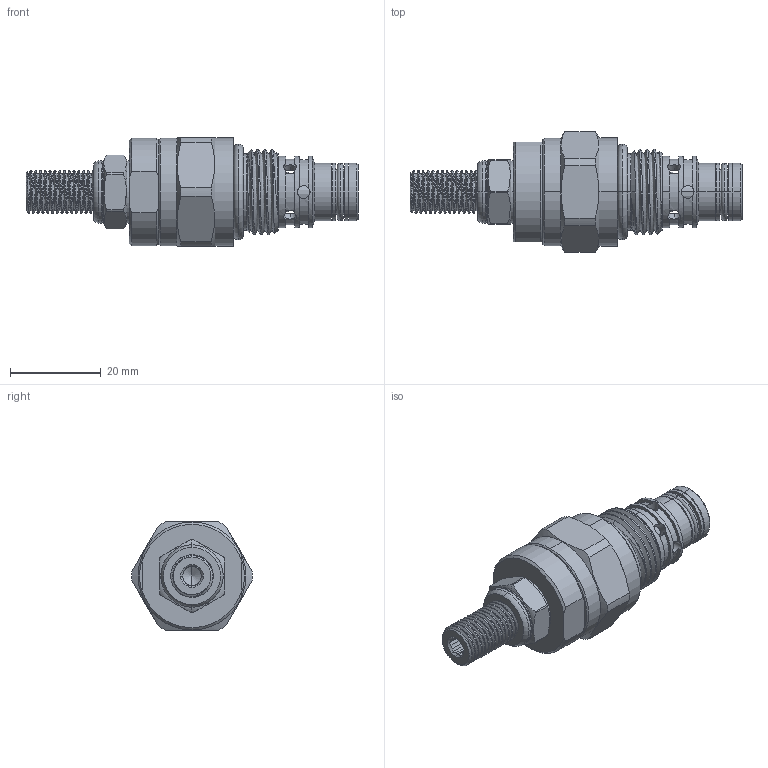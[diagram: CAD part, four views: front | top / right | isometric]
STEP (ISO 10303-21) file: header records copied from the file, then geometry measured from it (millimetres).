
FILE_DESCRIPTION (( 'STEP AP203' ), '1' );
FILE_NAME ('NV08W20-L.STEP', '2016-07-05T05:54:37', ( '' ), ( '' ), 'SwSTEP 2.0', 'SolidWorks 2012', '' );
FILE_SCHEMA (( 'CONFIG_CONTROL_DESIGN' ));
Length unit declared in the file: millimetre
Products named in the file (1): NV08W20-L
Bounding box: 73.34 x 26.66 x 24 mm (x, y, z)
Volume: 16850.8 mm3; surface area: 7306.5 mm2
Topology: 5 solids, 5 shells, 243 faces, 650 edges, 414 vertices
Faces by surface type: cylinder 120, plane 66, cone 33, torus 20, bspline 4
Entity records: 13430 total; most frequent: CARTESIAN_POINT 7561, ORIENTED_EDGE 1296, DIRECTION 1148, EDGE_CURVE 648, AXIS2_PLACEMENT_3D 464, VERTEX_POINT 414, EDGE_LOOP 266, ADVANCED_FACE 243
